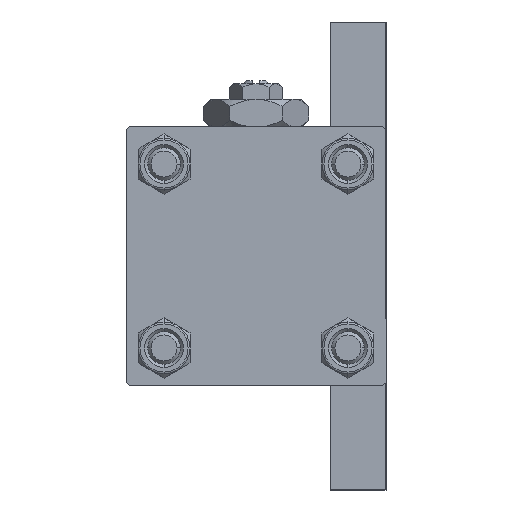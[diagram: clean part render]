
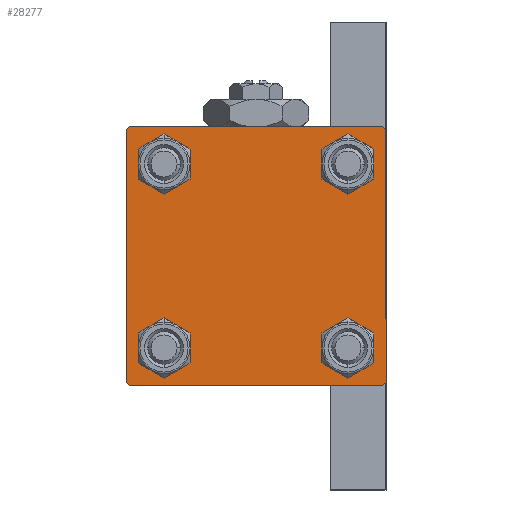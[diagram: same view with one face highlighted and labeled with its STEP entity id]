
A CAD part, left-side view. The second image highlights one B-rep face of the part: STEP entity #28277.
In plain terms, the highlighted planar face has unit normal (-1, 0, 0).
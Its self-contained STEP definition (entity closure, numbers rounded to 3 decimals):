
#150 = AXIS2_PLACEMENT_3D ( 'NONE', #38746, #35946, #12507 ) ;
#571 = DIRECTION ( 'NONE',  ( 0., 0.707, -0.707 ) ) ;
#932 = ORIENTED_EDGE ( 'NONE', *, *, #5865, .T. ) ;
#1172 = CARTESIAN_POINT ( 'NONE',  ( 0., -14.15, 11.15 ) ) ;
#1211 = EDGE_CURVE ( 'NONE', #39134, #41058, #13514, .T. ) ;
#2065 = CARTESIAN_POINT ( 'NONE',  ( 0., -14.15, -17.15 ) ) ;
#2600 = CARTESIAN_POINT ( 'NONE',  ( 0., -14.15, -11.15 ) ) ;
#2651 = DIRECTION ( 'NONE',  ( 1., 0., 0. ) ) ;
#3338 = VERTEX_POINT ( 'NONE', #2600 ) ;
#3533 = CARTESIAN_POINT ( 'NONE',  ( 0., -20., -19.5 ) ) ;
#3667 = VERTEX_POINT ( 'NONE', #37610 ) ;
#3715 = CARTESIAN_POINT ( 'NONE',  ( 0., 14.15, -11.15 ) ) ;
#3962 = VERTEX_POINT ( 'NONE', #1172 ) ;
#4003 = LINE ( 'NONE', #23347, #43421 ) ;
#4297 = DIRECTION ( 'NONE',  ( 0., 0., -1. ) ) ;
#4773 = ORIENTED_EDGE ( 'NONE', *, *, #35522, .T. ) ;
#5086 = ORIENTED_EDGE ( 'NONE', *, *, #23613, .F. ) ;
#5865 = EDGE_CURVE ( 'NONE', #3338, #18943, #28340, .T. ) ;
#6397 = DIRECTION ( 'NONE',  ( 0., 0., 1. ) ) ;
#6450 = DIRECTION ( 'NONE',  ( 0., 0., 1. ) ) ;
#6495 = CARTESIAN_POINT ( 'NONE',  ( 0., -14.15, 14.15 ) ) ;
#6540 = EDGE_LOOP ( 'NONE', ( #932, #46249 ) ) ;
#6858 = AXIS2_PLACEMENT_3D ( 'NONE', #19844, #27215, #12199 ) ;
#7088 = EDGE_CURVE ( 'NONE', #3667, #17218, #36601, .T. ) ;
#9203 = CIRCLE ( 'NONE', #12472, 3. ) ;
#9405 = VERTEX_POINT ( 'NONE', #17913 ) ;
#9809 = CARTESIAN_POINT ( 'NONE',  ( 0., 19.75, -19.75 ) ) ;
#11579 = CARTESIAN_POINT ( 'NONE',  ( 0., -20., 19.5 ) ) ;
#11826 = ORIENTED_EDGE ( 'NONE', *, *, #1211, .T. ) ;
#11902 = DIRECTION ( 'NONE',  ( 1., 0., 0. ) ) ;
#12162 = EDGE_CURVE ( 'NONE', #18512, #39692, #4003, .T. ) ;
#12199 = DIRECTION ( 'NONE',  ( 0., 0., 1. ) ) ;
#12472 = AXIS2_PLACEMENT_3D ( 'NONE', #30767, #11902, #27928 ) ;
#12507 = DIRECTION ( 'NONE',  ( 0., 0., 1. ) ) ;
#13514 = CIRCLE ( 'NONE', #34664, 3. ) ;
#13618 = ORIENTED_EDGE ( 'NONE', *, *, #36081, .T. ) ;
#13924 = VECTOR ( 'NONE', #18506, 1000. ) ;
#14109 = DIRECTION ( 'NONE',  ( 1., 0., 0. ) ) ;
#14674 = EDGE_CURVE ( 'NONE', #17178, #22204, #47560, .T. ) ;
#16078 = EDGE_CURVE ( 'NONE', #39692, #21168, #42828, .T. ) ;
#16284 = FACE_BOUND ( 'NONE', #29338, .T. ) ;
#16873 = ORIENTED_EDGE ( 'NONE', *, *, #23092, .T. ) ;
#17178 = VERTEX_POINT ( 'NONE', #11579 ) ;
#17218 = VERTEX_POINT ( 'NONE', #3715 ) ;
#17871 = EDGE_CURVE ( 'NONE', #24496, #22204, #25419, .T. ) ;
#17913 = CARTESIAN_POINT ( 'NONE',  ( 0., -14.15, 17.15 ) ) ;
#18146 = CARTESIAN_POINT ( 'NONE',  ( 0., 14.15, 14.15 ) ) ;
#18192 = DIRECTION ( 'NONE',  ( 0., 0., 1. ) ) ;
#18506 = DIRECTION ( 'NONE',  ( 0., -1., 0. ) ) ;
#18512 = VERTEX_POINT ( 'NONE', #20684 ) ;
#18899 = EDGE_CURVE ( 'NONE', #18943, #3338, #44037, .T. ) ;
#18943 = VERTEX_POINT ( 'NONE', #2065 ) ;
#19076 = DIRECTION ( 'NONE',  ( 1., 0., 0. ) ) ;
#19809 = CARTESIAN_POINT ( 'NONE',  ( 0., 14.15, 14.15 ) ) ;
#19844 = CARTESIAN_POINT ( 'NONE',  ( 0., 0., 0. ) ) ;
#20035 = VECTOR ( 'NONE', #4297, 1000. ) ;
#20684 = CARTESIAN_POINT ( 'NONE',  ( 0., 19.5, -20. ) ) ;
#21055 = VERTEX_POINT ( 'NONE', #46829 ) ;
#21168 = VERTEX_POINT ( 'NONE', #3533 ) ;
#21376 = CARTESIAN_POINT ( 'NONE',  ( 0., -19.5, -20. ) ) ;
#22204 = VERTEX_POINT ( 'NONE', #38480 ) ;
#23092 = EDGE_CURVE ( 'NONE', #24496, #21055, #44679, .T. ) ;
#23347 = CARTESIAN_POINT ( 'NONE',  ( 0., 20., -20. ) ) ;
#23501 = CARTESIAN_POINT ( 'NONE',  ( 0., -19.75, -19.75 ) ) ;
#23613 = EDGE_CURVE ( 'NONE', #17178, #21168, #25403, .T. ) ;
#23638 = LINE ( 'NONE', #39155, #20035 ) ;
#24292 = CARTESIAN_POINT ( 'NONE',  ( 0., 14.15, -14.15 ) ) ;
#24337 = CARTESIAN_POINT ( 'NONE',  ( 0., 14.15, 17.15 ) ) ;
#24422 = AXIS2_PLACEMENT_3D ( 'NONE', #24292, #32188, #6397 ) ;
#24429 = ORIENTED_EDGE ( 'NONE', *, *, #34995, .T. ) ;
#24496 = VERTEX_POINT ( 'NONE', #25531 ) ;
#24586 = LINE ( 'NONE', #9809, #48536 ) ;
#24693 = EDGE_LOOP ( 'NONE', ( #13618, #48272, #40566, #26127, #5086, #44627, #46924, #16873 ) ) ;
#24857 = CIRCLE ( 'NONE', #50065, 3. ) ;
#25403 = LINE ( 'NONE', #43989, #33552 ) ;
#25419 = LINE ( 'NONE', #34766, #13924 ) ;
#25531 = CARTESIAN_POINT ( 'NONE',  ( 0., 19.5, 20. ) ) ;
#25536 = EDGE_LOOP ( 'NONE', ( #4773, #28897 ) ) ;
#25893 = CARTESIAN_POINT ( 'NONE',  ( 0., -14.15, -14.15 ) ) ;
#26124 = CARTESIAN_POINT ( 'NONE',  ( 0., 14.15, 11.15 ) ) ;
#26127 = ORIENTED_EDGE ( 'NONE', *, *, #16078, .T. ) ;
#26356 = EDGE_CURVE ( 'NONE', #3962, #9405, #9203, .T. ) ;
#26735 = AXIS2_PLACEMENT_3D ( 'NONE', #25893, #37865, #37114 ) ;
#26750 = EDGE_LOOP ( 'NONE', ( #24429, #11826 ) ) ;
#27215 = DIRECTION ( 'NONE',  ( -1., 0., 0. ) ) ;
#27482 = DIRECTION ( 'NONE',  ( 0., 0.707, 0.707 ) ) ;
#27928 = DIRECTION ( 'NONE',  ( 0., 0., 1. ) ) ;
#27986 = FACE_BOUND ( 'NONE', #26750, .T. ) ;
#28055 = VECTOR ( 'NONE', #43584, 1000. ) ;
#28277 = ADVANCED_FACE ( 'NONE', ( #35379, #39691, #16284, #27986, #32062 ), #47563, .T. ) ;
#28340 = CIRCLE ( 'NONE', #26735, 3. ) ;
#28897 = ORIENTED_EDGE ( 'NONE', *, *, #26356, .T. ) ;
#28913 = CIRCLE ( 'NONE', #29778, 3. ) ;
#28939 = DIRECTION ( 'NONE',  ( 0., -0.707, -0.707 ) ) ;
#29338 = EDGE_LOOP ( 'NONE', ( #45966, #47324 ) ) ;
#29778 = AXIS2_PLACEMENT_3D ( 'NONE', #19809, #19076, #34848 ) ;
#29910 = DIRECTION ( 'NONE',  ( 0., 0., 1. ) ) ;
#30125 = CARTESIAN_POINT ( 'NONE',  ( 0., 19.75, 19.75 ) ) ;
#30457 = VECTOR ( 'NONE', #27482, 1000. ) ;
#30598 = VERTEX_POINT ( 'NONE', #33269 ) ;
#30767 = CARTESIAN_POINT ( 'NONE',  ( 0., -14.15, 14.15 ) ) ;
#32062 = FACE_OUTER_BOUND ( 'NONE', #24693, .T. ) ;
#32188 = DIRECTION ( 'NONE',  ( 1., 0., 0. ) ) ;
#33269 = CARTESIAN_POINT ( 'NONE',  ( 0., 20., -19.5 ) ) ;
#33552 = VECTOR ( 'NONE', #48568, 1000. ) ;
#34664 = AXIS2_PLACEMENT_3D ( 'NONE', #18146, #41299, #6450 ) ;
#34766 = CARTESIAN_POINT ( 'NONE',  ( 0., 20., 20. ) ) ;
#34848 = DIRECTION ( 'NONE',  ( 0., 0., 1. ) ) ;
#34995 = EDGE_CURVE ( 'NONE', #41058, #39134, #28913, .T. ) ;
#35379 = FACE_BOUND ( 'NONE', #25536, .T. ) ;
#35522 = EDGE_CURVE ( 'NONE', #9405, #3962, #24857, .T. ) ;
#35946 = DIRECTION ( 'NONE',  ( 1., 0., 0. ) ) ;
#36081 = EDGE_CURVE ( 'NONE', #21055, #30598, #23638, .T. ) ;
#36589 = EDGE_CURVE ( 'NONE', #17218, #3667, #49299, .T. ) ;
#36601 = CIRCLE ( 'NONE', #24422, 3. ) ;
#37040 = CARTESIAN_POINT ( 'NONE',  ( 0., 14.15, -14.15 ) ) ;
#37114 = DIRECTION ( 'NONE',  ( 0., 0., 1. ) ) ;
#37610 = CARTESIAN_POINT ( 'NONE',  ( 0., 14.15, -17.15 ) ) ;
#37865 = DIRECTION ( 'NONE',  ( 1., 0., 0. ) ) ;
#38323 = EDGE_CURVE ( 'NONE', #30598, #18512, #24586, .T. ) ;
#38480 = CARTESIAN_POINT ( 'NONE',  ( 0., -19.5, 20. ) ) ;
#38678 = CARTESIAN_POINT ( 'NONE',  ( 0., -19.75, 19.75 ) ) ;
#38746 = CARTESIAN_POINT ( 'NONE',  ( 0., -14.15, -14.15 ) ) ;
#38867 = DIRECTION ( 'NONE',  ( 0., -1., 0. ) ) ;
#39134 = VERTEX_POINT ( 'NONE', #26124 ) ;
#39155 = CARTESIAN_POINT ( 'NONE',  ( 0., 20., 20. ) ) ;
#39691 = FACE_BOUND ( 'NONE', #6540, .T. ) ;
#39692 = VERTEX_POINT ( 'NONE', #21376 ) ;
#40566 = ORIENTED_EDGE ( 'NONE', *, *, #12162, .T. ) ;
#41058 = VERTEX_POINT ( 'NONE', #24337 ) ;
#41299 = DIRECTION ( 'NONE',  ( 1., 0., 0. ) ) ;
#42828 = LINE ( 'NONE', #23501, #28055 ) ;
#43421 = VECTOR ( 'NONE', #38867, 1000. ) ;
#43584 = DIRECTION ( 'NONE',  ( 0., -0.707, 0.707 ) ) ;
#43989 = CARTESIAN_POINT ( 'NONE',  ( 0., -20., 20. ) ) ;
#44037 = CIRCLE ( 'NONE', #150, 3. ) ;
#44627 = ORIENTED_EDGE ( 'NONE', *, *, #14674, .T. ) ;
#44679 = LINE ( 'NONE', #30125, #48098 ) ;
#45966 = ORIENTED_EDGE ( 'NONE', *, *, #36589, .T. ) ;
#46249 = ORIENTED_EDGE ( 'NONE', *, *, #18899, .T. ) ;
#46829 = CARTESIAN_POINT ( 'NONE',  ( 0., 20., 19.5 ) ) ;
#46831 = AXIS2_PLACEMENT_3D ( 'NONE', #37040, #14109, #29910 ) ;
#46924 = ORIENTED_EDGE ( 'NONE', *, *, #17871, .F. ) ;
#47324 = ORIENTED_EDGE ( 'NONE', *, *, #7088, .T. ) ;
#47560 = LINE ( 'NONE', #38678, #30457 ) ;
#47563 = PLANE ( 'NONE',  #6858 ) ;
#48098 = VECTOR ( 'NONE', #571, 1000. ) ;
#48272 = ORIENTED_EDGE ( 'NONE', *, *, #38323, .T. ) ;
#48536 = VECTOR ( 'NONE', #28939, 1000. ) ;
#48568 = DIRECTION ( 'NONE',  ( 0., 0., -1. ) ) ;
#49299 = CIRCLE ( 'NONE', #46831, 3. ) ;
#50065 = AXIS2_PLACEMENT_3D ( 'NONE', #6495, #2651, #18192 ) ;
